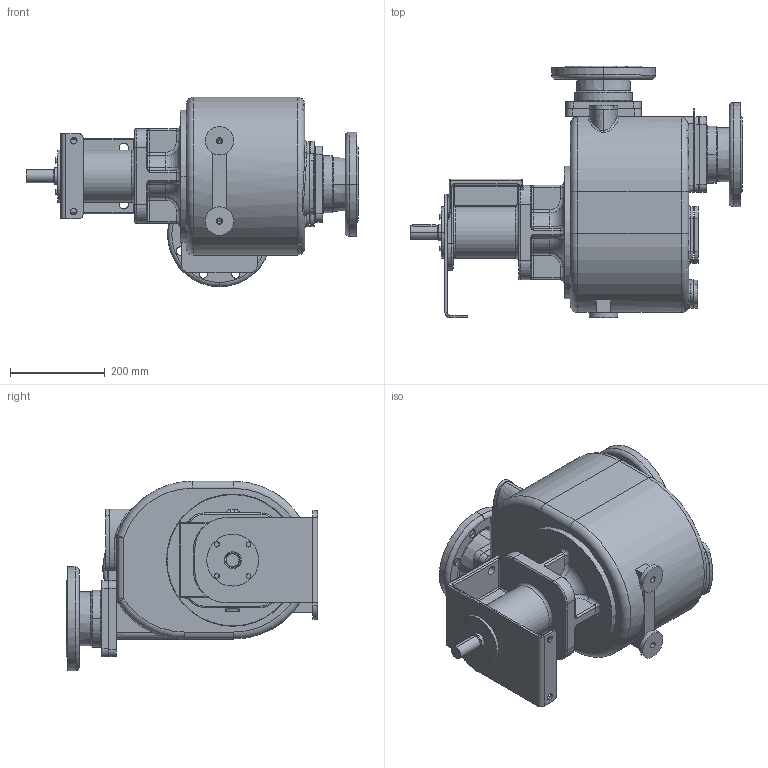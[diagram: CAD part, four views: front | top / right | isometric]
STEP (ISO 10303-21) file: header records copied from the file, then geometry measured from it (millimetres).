
FILE_DESCRIPTION((''),'2;1');
FILE_NAME('S105_K_B_F','2017-11-07T15:09:56',('Amenduni'),(''),'CREO PARAMETRIC BY PTC INC, 2017110','CREO PARAMETRIC BY PTC INC, 2017110','');
FILE_SCHEMA(('CONFIG_CONTROL_DESIGN'));
Length unit declared in the file: millimetre
Products named in the file (1): S105_K_B_F
Bounding box: 702.5 x 532 x 401 mm (x, y, z)
Volume: 37704149.2 mm3; surface area: 1491001.9 mm2
Topology: 3 solids, 6 shells, 835 faces, 1980 edges, 1208 vertices
Faces by surface type: cylinder 350, plane 255, torus 109, bspline 59, cone 48, sphere 10, extrusion 4
Entity records: 32397 total; most frequent: CARTESIAN_POINT 12799, DIRECTION 4332, ORIENTED_EDGE 3938, EDGE_CURVE 1969, AXIS2_PLACEMENT_3D 1766, VERTEX_POINT 1208, CIRCLE 990, EDGE_LOOP 971
